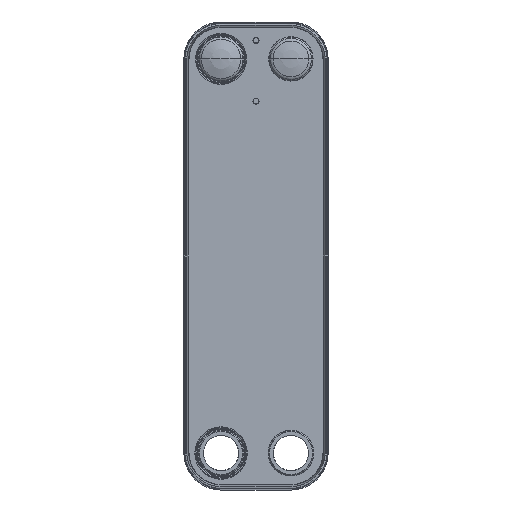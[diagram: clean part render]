
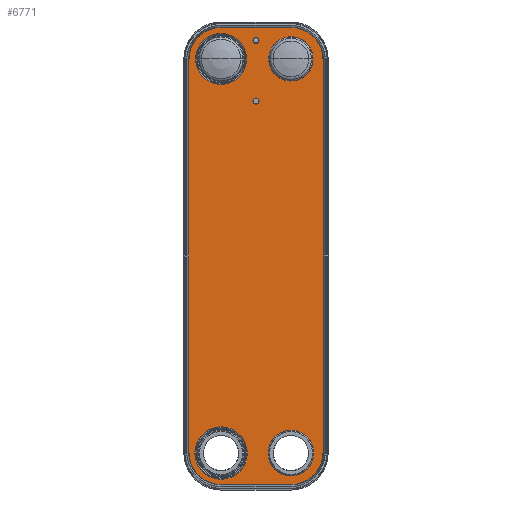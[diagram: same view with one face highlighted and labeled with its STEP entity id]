
A CAD part, front view. The second image highlights one B-rep face of the part: STEP entity #6771.
In plain terms, the highlighted planar face has unit normal (0, -1, 0).
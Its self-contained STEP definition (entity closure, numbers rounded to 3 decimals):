
#4654=CARTESIAN_POINT('',(-46.,-2.5,259.5));
#4655=DIRECTION('',(0.,1.,0.));
#4656=DIRECTION('',(1.,0.,0.));
#4657=AXIS2_PLACEMENT_3D('',#4654,#4655,#4656);
#4659=CARTESIAN_POINT('',(-46.,-2.5,259.5));
#4660=DIRECTION('',(0.,-1.,0.));
#4661=DIRECTION('',(1.,0.,0.));
#4662=AXIS2_PLACEMENT_3D('',#4659,#4660,#4661);
#4664=CARTESIAN_POINT('',(-46.,-2.5,-259.5));
#4665=DIRECTION('',(0.,-1.,0.));
#4666=DIRECTION('',(1.,0.,0.));
#4667=AXIS2_PLACEMENT_3D('',#4664,#4665,#4666);
#4669=CARTESIAN_POINT('',(-46.,-2.5,-259.5));
#4670=DIRECTION('',(0.,-1.,0.));
#4671=DIRECTION('',(-1.,0.,0.));
#4672=AXIS2_PLACEMENT_3D('',#4669,#4670,#4671);
#4674=DIRECTION('',(-1.,0.,0.));
#4675=VECTOR('',#4674,91.48);
#4676=CARTESIAN_POINT('',(45.74,-2.5,-300.979));
#4677=LINE('',#4676,#4675);
#4678=CARTESIAN_POINT('',(-45.74,-2.5,-258.421));
#4679=DIRECTION('',(0.,1.,0.));
#4680=DIRECTION('',(0.,0.,-1.));
#4681=AXIS2_PLACEMENT_3D('',#4678,#4679,#4680);
#4683=DIRECTION('',(0.,0.,1.));
#4684=VECTOR('',#4683,516.842);
#4685=CARTESIAN_POINT('',(-88.298,-2.5,-258.421));
#4686=LINE('',#4685,#4684);
#4687=CARTESIAN_POINT('',(-45.74,-2.5,258.421));
#4688=DIRECTION('',(0.,1.,0.));
#4689=DIRECTION('',(-1.,0.,0.));
#4690=AXIS2_PLACEMENT_3D('',#4687,#4688,#4689);
#4692=DIRECTION('',(1.,0.,0.));
#4693=VECTOR('',#4692,91.48);
#4694=CARTESIAN_POINT('',(-45.74,-2.5,300.979));
#4695=LINE('',#4694,#4693);
#4696=CARTESIAN_POINT('',(45.74,-2.5,258.421));
#4697=DIRECTION('',(0.,1.,0.));
#4698=DIRECTION('',(0.,0.,1.));
#4699=AXIS2_PLACEMENT_3D('',#4696,#4697,#4698);
#4701=DIRECTION('',(0.,0.,-1.));
#4702=VECTOR('',#4701,516.842);
#4703=CARTESIAN_POINT('',(88.298,-2.5,258.421));
#4704=LINE('',#4703,#4702);
#4705=CARTESIAN_POINT('',(45.74,-2.5,-258.421));
#4706=DIRECTION('',(0.,1.,0.));
#4707=DIRECTION('',(1.,0.,0.));
#4708=AXIS2_PLACEMENT_3D('',#4705,#4706,#4707);
#4710=CARTESIAN_POINT('',(46.,-2.5,-259.5));
#4711=DIRECTION('',(0.,-1.,0.));
#4712=DIRECTION('',(1.,0.,0.));
#4713=AXIS2_PLACEMENT_3D('',#4710,#4711,#4712);
#4715=CARTESIAN_POINT('',(46.,-2.5,-259.5));
#4716=DIRECTION('',(0.,-1.,0.));
#4717=DIRECTION('',(-1.,0.,0.));
#4718=AXIS2_PLACEMENT_3D('',#4715,#4716,#4717);
#4856=CARTESIAN_POINT('',(46.,-2.5,259.5));
#4857=DIRECTION('',(0.,-1.,0.));
#4858=DIRECTION('',(-1.,0.,0.));
#4859=AXIS2_PLACEMENT_3D('',#4856,#4857,#4858);
#4866=CARTESIAN_POINT('',(46.,-2.5,259.5));
#4867=DIRECTION('',(0.,1.,0.));
#4868=DIRECTION('',(-1.,0.,0.));
#4869=AXIS2_PLACEMENT_3D('',#4866,#4867,#4868);
#5995=CARTESIAN_POINT('',(45.74,-2.5,-300.979));
#5997=VERTEX_POINT('',#5995);
#6003=CARTESIAN_POINT('',(-45.74,-2.5,-300.979));
#6005=VERTEX_POINT('',#6003);
#6011=CARTESIAN_POINT('',(-88.298,-2.5,-258.421));
#6013=VERTEX_POINT('',#6011);
#6019=CARTESIAN_POINT('',(-88.298,-2.5,258.421));
#6021=VERTEX_POINT('',#6019);
#6027=CARTESIAN_POINT('',(-45.74,-2.5,300.979));
#6029=VERTEX_POINT('',#6027);
#6035=CARTESIAN_POINT('',(45.74,-2.5,300.979));
#6037=VERTEX_POINT('',#6035);
#6043=CARTESIAN_POINT('',(88.298,-2.5,258.421));
#6045=VERTEX_POINT('',#6043);
#6051=CARTESIAN_POINT('',(88.298,-2.5,-258.421));
#6053=VERTEX_POINT('',#6051);
#6092=CARTESIAN_POINT('',(-12.509,-2.5,259.5));
#6093=VERTEX_POINT('',#6092);
#6124=CARTESIAN_POINT('',(-79.491,-2.5,259.5));
#6125=VERTEX_POINT('',#6124);
#6126=CARTESIAN_POINT('',(16.808,-2.5,259.5));
#6128=VERTEX_POINT('',#6126);
#6146=CARTESIAN_POINT('',(75.192,-2.5,259.5));
#6148=VERTEX_POINT('',#6146);
#6170=CARTESIAN_POINT('',(-11.5,-2.5,-259.5));
#6171=CARTESIAN_POINT('',(-80.5,-2.5,-259.5));
#6172=VERTEX_POINT('',#6170);
#6173=VERTEX_POINT('',#6171);
#6178=CARTESIAN_POINT('',(71.5,-2.5,-259.5));
#6179=CARTESIAN_POINT('',(20.5,-2.5,-259.5));
#6180=VERTEX_POINT('',#6178);
#6181=VERTEX_POINT('',#6179);
#6726=CARTESIAN_POINT('',(45.74,-2.5,-300.979));
#6727=DIRECTION('',(0.,-1.,0.));
#6728=DIRECTION('',(0.,0.,1.));
#6729=AXIS2_PLACEMENT_3D('',#6726,#6727,#6728);
#6730=PLANE('',#6729);
#6732=ORIENTED_EDGE('',*,*,#6731,.T.);
#6734=ORIENTED_EDGE('',*,*,#6733,.T.);
#6736=ORIENTED_EDGE('',*,*,#6735,.T.);
#6738=ORIENTED_EDGE('',*,*,#6737,.T.);
#6740=ORIENTED_EDGE('',*,*,#6739,.T.);
#6742=ORIENTED_EDGE('',*,*,#6741,.T.);
#6744=ORIENTED_EDGE('',*,*,#6743,.T.);
#6746=ORIENTED_EDGE('',*,*,#6745,.T.);
#6747=EDGE_LOOP('',(#6732,#6734,#6736,#6738,#6740,#6742,#6744,#6746));
#6748=FACE_OUTER_BOUND('',#6747,.F.);
#6750=ORIENTED_EDGE('',*,*,#6749,.T.);
#6752=ORIENTED_EDGE('',*,*,#6751,.F.);
#6753=EDGE_LOOP('',(#6750,#6752));
#6754=FACE_BOUND('',#6753,.F.);
#6755=ORIENTED_EDGE('',*,*,#6706,.T.);
#6756=ORIENTED_EDGE('',*,*,#6720,.T.);
#6757=EDGE_LOOP('',(#6755,#6756));
#6758=FACE_BOUND('',#6757,.F.);
#6760=ORIENTED_EDGE('',*,*,#6759,.F.);
#6762=ORIENTED_EDGE('',*,*,#6761,.T.);
#6763=EDGE_LOOP('',(#6760,#6762));
#6764=FACE_BOUND('',#6763,.F.);
#6766=ORIENTED_EDGE('',*,*,#6765,.T.);
#6768=ORIENTED_EDGE('',*,*,#6767,.T.);
#6769=EDGE_LOOP('',(#6766,#6768));
#6770=FACE_BOUND('',#6769,.F.);
#6771=ADVANCED_FACE('',(#6748,#6754,#6758,#6764,#6770),#6730,.T.);
#4658=CIRCLE('',#4657,33.491);
#4663=CIRCLE('',#4662,33.491);
#4668=CIRCLE('',#4667,34.5);
#4673=CIRCLE('',#4672,34.5);
#4682=CIRCLE('',#4681,42.558);
#4691=CIRCLE('',#4690,42.558);
#4700=CIRCLE('',#4699,42.558);
#4709=CIRCLE('',#4708,42.558);
#4714=CIRCLE('',#4713,25.5);
#4719=CIRCLE('',#4718,25.5);
#4860=CIRCLE('',#4859,29.192);
#4870=CIRCLE('',#4869,29.192);
#6706=EDGE_CURVE('',#6172,#6173,#4668,.T.);
#6720=EDGE_CURVE('',#6173,#6172,#4673,.T.);
#6731=EDGE_CURVE('',#5997,#6005,#4677,.T.);
#6733=EDGE_CURVE('',#6005,#6013,#4682,.T.);
#6735=EDGE_CURVE('',#6013,#6021,#4686,.T.);
#6737=EDGE_CURVE('',#6021,#6029,#4691,.T.);
#6739=EDGE_CURVE('',#6029,#6037,#4695,.T.);
#6741=EDGE_CURVE('',#6037,#6045,#4700,.T.);
#6743=EDGE_CURVE('',#6045,#6053,#4704,.T.);
#6745=EDGE_CURVE('',#6053,#5997,#4709,.T.);
#6749=EDGE_CURVE('',#6128,#6148,#4860,.T.);
#6751=EDGE_CURVE('',#6128,#6148,#4870,.T.);
#6759=EDGE_CURVE('',#6093,#6125,#4658,.T.);
#6761=EDGE_CURVE('',#6093,#6125,#4663,.T.);
#6765=EDGE_CURVE('',#6180,#6181,#4714,.T.);
#6767=EDGE_CURVE('',#6181,#6180,#4719,.T.);
